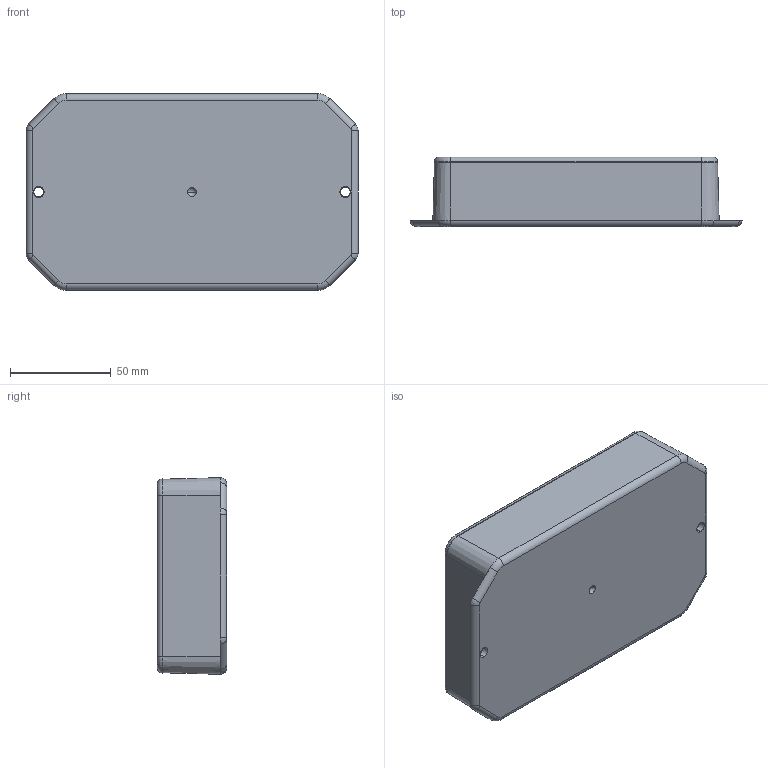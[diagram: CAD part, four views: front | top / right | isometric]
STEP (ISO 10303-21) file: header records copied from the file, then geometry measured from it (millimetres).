
FILE_DESCRIPTION (( 'STEP AP214' ), '1' );
FILE_NAME ('LP-61FMBR_ASS''Y.STEP', '2010-07-21T19:40:30', ( ' ' ), ( '' ), 'SwSTEP 2.0', 'SolidWorks 2010', '' );
FILE_SCHEMA (( 'AUTOMOTIVE_DESIGN' ));
Length unit declared in the file: inch
Products named in the file (4): SCREWS-LP-BR_SCREWS-LP-BR; LP-61B_LP-61BFMB; LP-61FMBR_ASS''Y; LP-61C_LP-61C-R
Assembly tree (6 placements, depth 2):
  LP-61FMBR_ASS''Y
    SCREWS-LP-BR_SCREWS-LP-BR  x4
    LP-61B_LP-61BFMB
    LP-61C_LP-61C-R
Bounding box: 165.1 x 34.47 x 97.79 mm (x, y, z)
Volume: 113125.3 mm3; surface area: 91129 mm2
Topology: 6 solids, 6 shells, 482 faces, 1292 edges, 842 vertices
Faces by surface type: cylinder 216, plane 134, cone 84, torus 22, bspline 16, sphere 10
Entity records: 9555 total; most frequent: CARTESIAN_POINT 2751, DIRECTION 1439, ORIENTED_EDGE 1398, EDGE_CURVE 699, AXIS2_PLACEMENT_3D 575, VERTEX_POINT 452, EDGE_LOOP 309, CIRCLE 295
